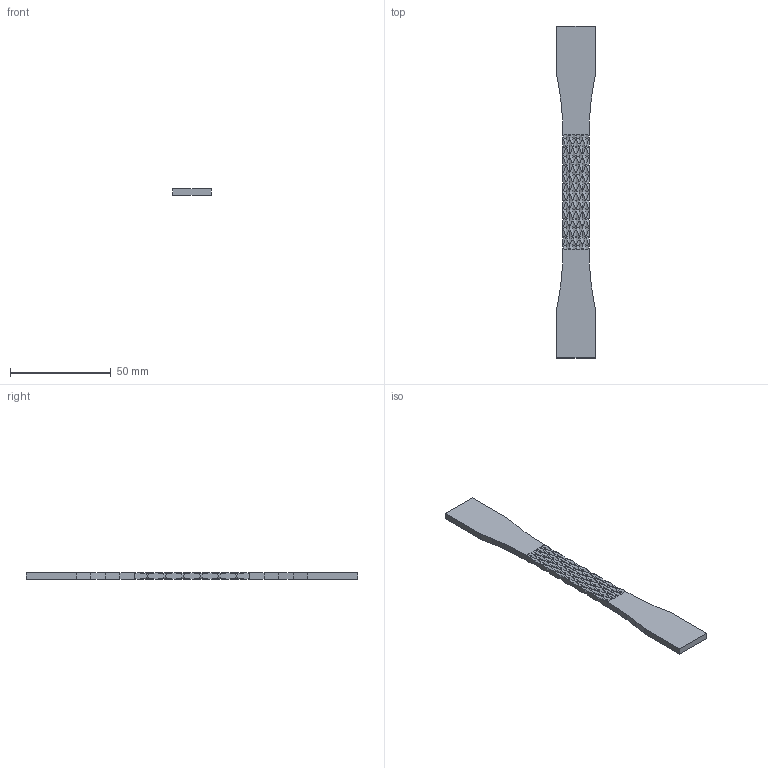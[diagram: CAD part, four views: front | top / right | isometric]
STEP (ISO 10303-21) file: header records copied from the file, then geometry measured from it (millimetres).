
FILE_DESCRIPTION(('FreeCAD Model'),'2;1');
FILE_NAME('Open CASCADE Shape Model','2021-08-04T04:10:53',('FreeCAD'),( 'FreeCAD'),'Open CASCADE STEP processor 7.5','FreeCAD','Unknown');
FILE_SCHEMA(('AUTOMOTIVE_DESIGN { 1 0 10303 214 1 1 1 1 }'));
Length unit declared in the file: millimetre
Products named in the file (1): Open CASCADE STEP translator 7.5 29
Bounding box: 19 x 165 x 3.2 mm (x, y, z)
Volume: 7865.4 mm3; surface area: 6502 mm2
Topology: 1 solids, 1 shells, 928 faces, 1716 edges, 790 vertices
Faces by surface type: plane 928
Entity records: 41510 total; most frequent: CARTESIAN_POINT 8699, DIRECTION 5174, ORIENTED_EDGE 3432, PCURVE 3432, DEFINITIONAL_REPRESENTATION 3432, LINE 3316, VECTOR 3316, B_SPLINE_CURVE_WITH_KNOTS 1832
